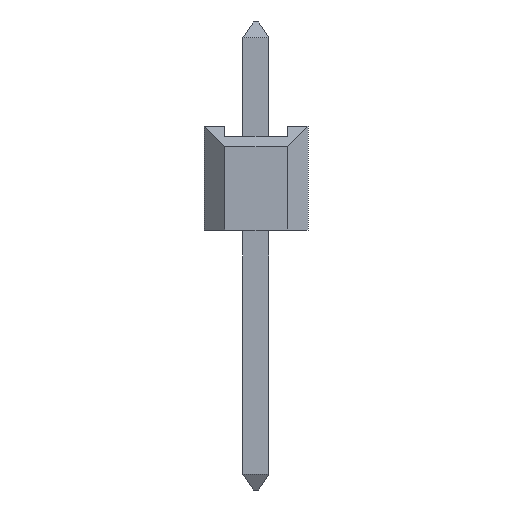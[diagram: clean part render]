
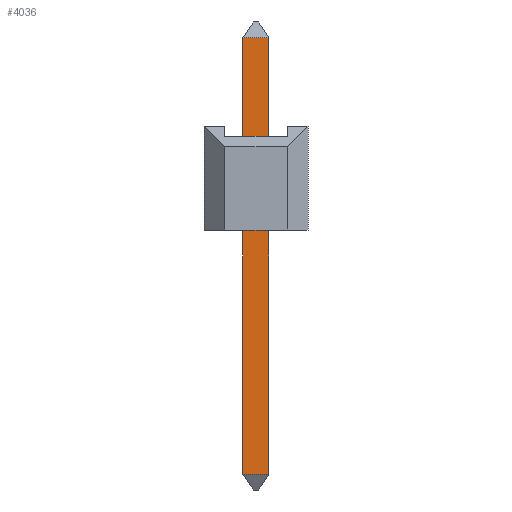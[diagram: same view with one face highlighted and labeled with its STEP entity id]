
A CAD part, front view. The second image highlights one B-rep face of the part: STEP entity #4036.
In plain terms, the highlighted planar face has unit normal (0, -1, 0).
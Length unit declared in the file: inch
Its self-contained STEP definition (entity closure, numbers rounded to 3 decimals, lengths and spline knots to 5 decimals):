
#4036=ADVANCED_FACE('',(#4964),#4512,.T.);
#4512=PLANE('',#12073);
#4964=FACE_OUTER_BOUND('',#5460,.T.);
#5460=EDGE_LOOP('',(#7371,#7372,#7373,#7374));
#7371=ORIENTED_EDGE('',*,*,#9309,.T.);
#7372=ORIENTED_EDGE('',*,*,#9317,.T.);
#7373=ORIENTED_EDGE('',*,*,#9314,.F.);
#7374=ORIENTED_EDGE('',*,*,#9318,.T.);
#8289=VERTEX_POINT('',#16065);
#8290=VERTEX_POINT('',#16067);
#8293=VERTEX_POINT('',#16077);
#8294=VERTEX_POINT('',#16078);
#9309=EDGE_CURVE('',#8290,#8289,#10401,.T.);
#9314=EDGE_CURVE('',#8293,#8294,#10406,.T.);
#9317=EDGE_CURVE('',#8289,#8294,#10409,.T.);
#9318=EDGE_CURVE('',#8293,#8290,#10410,.T.);
#10401=LINE('',#16066,#11493);
#10406=LINE('',#16076,#11498);
#10409=LINE('',#16082,#11501);
#10410=LINE('',#16083,#11502);
#11493=VECTOR('',#13852,1.);
#11498=VECTOR('',#13861,1.);
#11501=VECTOR('',#13866,1.);
#11502=VECTOR('',#13867,1.);
#12073=AXIS2_PLACEMENT_3D('',#16084,#13868,#13869);
#13852=DIRECTION('',(0.,0.,-1.));
#13861=DIRECTION('',(0.,0.,-1.));
#13866=DIRECTION('',(1.,0.,0.));
#13867=DIRECTION('',(-1.,0.,0.));
#13868=DIRECTION('',(0.,-1.,0.));
#13869=DIRECTION('',(0.,0.,-1.));
#16065=CARTESIAN_POINT('',(-0.0125,-0.0125,-0.235));
#16066=CARTESIAN_POINT('',(-0.0125,-0.0125,0.2));
#16067=CARTESIAN_POINT('',(-0.0125,-0.0125,0.185));
#16076=CARTESIAN_POINT('',(0.0125,-0.0125,0.2));
#16077=CARTESIAN_POINT('',(0.0125,-0.0125,0.185));
#16078=CARTESIAN_POINT('',(0.0125,-0.0125,-0.235));
#16082=CARTESIAN_POINT('',(0.0125,-0.0125,-0.235));
#16083=CARTESIAN_POINT('',(-0.0125,-0.0125,0.185));
#16084=CARTESIAN_POINT('',(0.0125,-0.0125,0.2));
